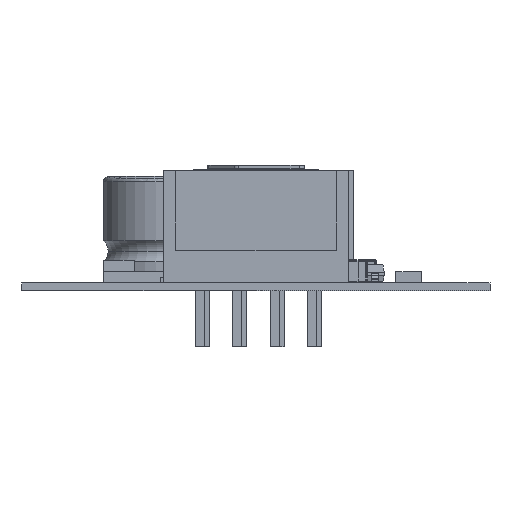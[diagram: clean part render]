
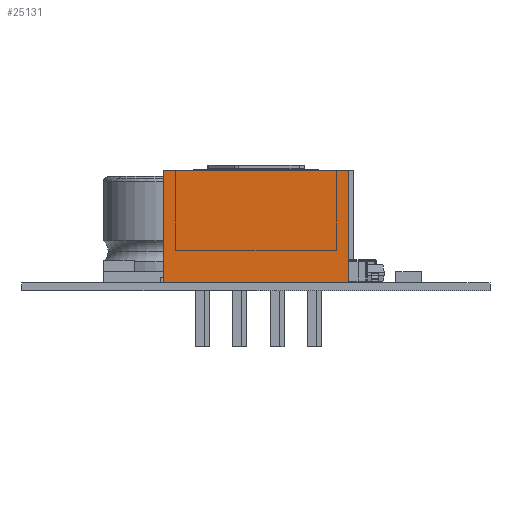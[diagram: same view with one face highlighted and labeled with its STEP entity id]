
A CAD part, front view. The second image highlights one B-rep face of the part: STEP entity #25131.
In plain terms, the highlighted planar face has unit normal (0, -1, 0).
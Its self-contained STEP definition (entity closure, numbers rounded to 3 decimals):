
#25131 = ADVANCED_FACE('',(#25132),#25166,.F.);
#25132 = FACE_BOUND('',#25133,.T.);
#25133 = EDGE_LOOP('',(#25134,#25144,#25152,#25160));
#25134 = ORIENTED_EDGE('',*,*,#25135,.F.);
#25135 = EDGE_CURVE('',#25136,#25138,#25140,.T.);
#25136 = VERTEX_POINT('',#25137);
#25137 = CARTESIAN_POINT('',(17.45,16.2,
    0.));
#25138 = VERTEX_POINT('',#25139);
#25139 = CARTESIAN_POINT('',(7.55,16.2,
    0.));
#25140 = LINE('',#25141,#25142);
#25141 = CARTESIAN_POINT('',(17.45,16.2,
    0.));
#25142 = VECTOR('',#25143,1.);
#25143 = DIRECTION('',(-1.,0.,0.));
#25144 = ORIENTED_EDGE('',*,*,#25145,.F.);
#25145 = EDGE_CURVE('',#25146,#25136,#25148,.T.);
#25146 = VERTEX_POINT('',#25147);
#25147 = CARTESIAN_POINT('',(17.45,16.2,6.));
#25148 = LINE('',#25149,#25150);
#25149 = CARTESIAN_POINT('',(17.45,16.2,
    0.));
#25150 = VECTOR('',#25151,1.);
#25151 = DIRECTION('',(0.,0.,-1.));
#25152 = ORIENTED_EDGE('',*,*,#25153,.F.);
#25153 = EDGE_CURVE('',#25154,#25146,#25156,.T.);
#25154 = VERTEX_POINT('',#25155);
#25155 = CARTESIAN_POINT('',(7.55,16.2,6.));
#25156 = LINE('',#25157,#25158);
#25157 = CARTESIAN_POINT('',(17.45,16.2,6.));
#25158 = VECTOR('',#25159,1.);
#25159 = DIRECTION('',(1.,0.,0.));
#25160 = ORIENTED_EDGE('',*,*,#25161,.F.);
#25161 = EDGE_CURVE('',#25138,#25154,#25162,.T.);
#25162 = LINE('',#25163,#25164);
#25163 = CARTESIAN_POINT('',(7.55,16.2,
    0.));
#25164 = VECTOR('',#25165,1.);
#25165 = DIRECTION('',(0.,0.,1.));
#25166 = PLANE('',#25167);
#25167 = AXIS2_PLACEMENT_3D('',#25168,#25169,#25170);
#25168 = CARTESIAN_POINT('',(17.45,16.2,
    0.));
#25169 = DIRECTION('',(0.,1.,0.));
#25170 = DIRECTION('',(-1.,0.,0.));
